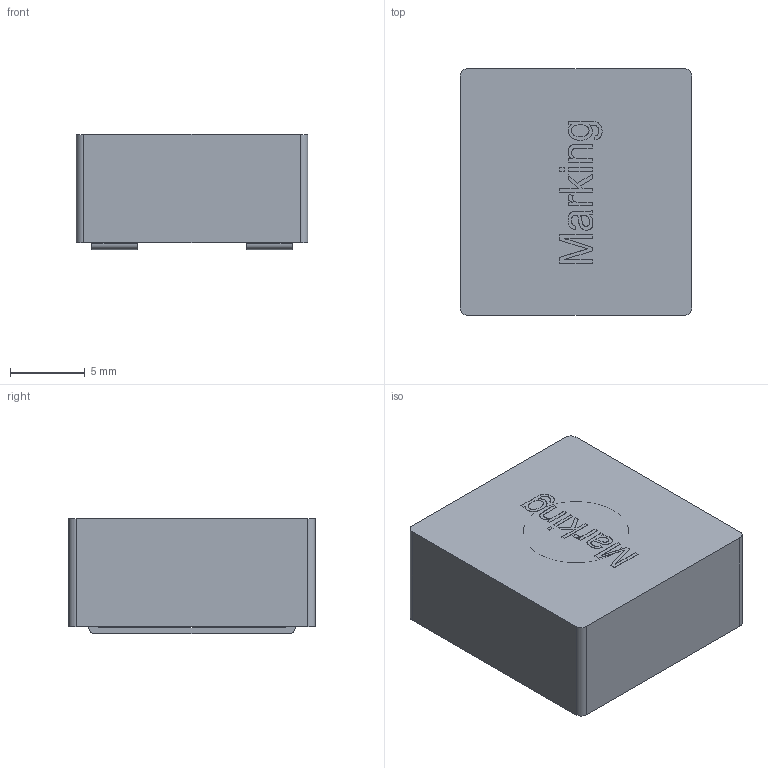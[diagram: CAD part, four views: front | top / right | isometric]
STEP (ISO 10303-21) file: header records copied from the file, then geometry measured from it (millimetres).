
FILE_DESCRIPTION(/* description */ (''),/* implementation_level */ '2;1');
FILE_NAME(/* name */ 'TMPF1508-4R7.stp',/* time_stamp */ '2019-06-21T15:41:51+08:00',/* author */ (''),/* organization */ (''),/* preprocessor_version */ 'ST-DEVELOPER v16.7',/* originating_system */ 'SIEMENS PLM Software NX 12.0',/* authorisation */ '');
FILE_SCHEMA (('AUTOMOTIVE_DESIGN { 1 0 10303 214 3 1 1 1 }'));
Length unit declared in the file: millimetre
Products named in the file (1): TMPF1508-4R7
Bounding box: 15.5 x 16.5 x 7.71 mm (x, y, z)
Surface area: 3825.5 mm2
Topology: 13 solids, 13 shells, 208 faces, 533 edges, 355 vertices
Faces by surface type: plane 130, extrusion 45, cylinder 18, cone 8, bspline 7
Full cylindrical faces by diameter (mm): 7.1 x2
Entity records: 9608 total; most frequent: CARTESIAN_POINT 4774, ORIENTED_EDGE 1052, DIRECTION 739, EDGE_CURVE 526, VERTEX_POINT 353, VECTOR 317, LINE 272, B_SPLINE_CURVE_WITH_KNOTS 245
